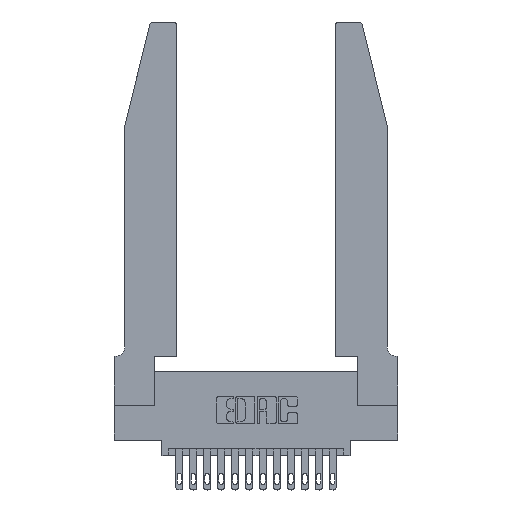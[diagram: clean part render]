
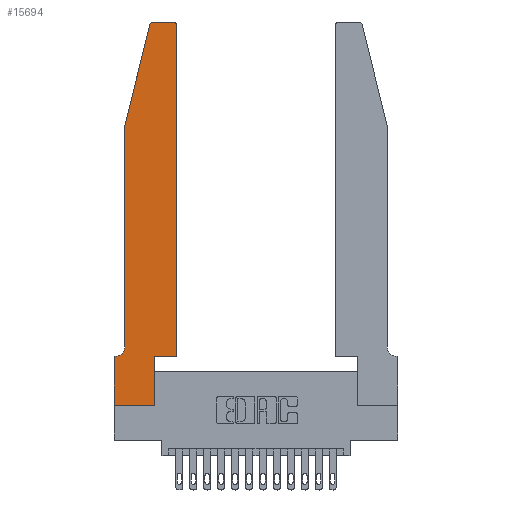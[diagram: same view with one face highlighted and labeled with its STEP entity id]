
A CAD part, top view. The second image highlights one B-rep face of the part: STEP entity #15694.
In plain terms, the highlighted planar face has unit normal (0, 0, 1).
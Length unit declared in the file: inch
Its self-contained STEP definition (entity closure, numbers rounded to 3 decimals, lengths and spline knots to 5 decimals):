
#5 = CARTESIAN_POINT ( 'NONE',  ( 0.4205, 2.75, 0.37 ) ) ;
#155 = DIRECTION ( 'NONE',  ( 1., 0., 0. ) ) ;
#390 = DIRECTION ( 'NONE',  ( 1., 0., 0. ) ) ;
#400 = VECTOR ( 'NONE', #16221, 39.37008 ) ;
#574 = CARTESIAN_POINT ( 'NONE',  ( 0., 0.35, 0.37 ) ) ;
#609 = VERTEX_POINT ( 'NONE', #6666 ) ;
#720 = VECTOR ( 'NONE', #2029, 39.37008 ) ;
#843 = VERTEX_POINT ( 'NONE', #5728 ) ;
#1049 = AXIS2_PLACEMENT_3D ( 'NONE', #16018, #13240, #5989 ) ;
#1150 = CARTESIAN_POINT ( 'NONE',  ( 0., 0., 0.37 ) ) ;
#1286 = LINE ( 'NONE', #9044, #400 ) ;
#1572 = DIRECTION ( 'NONE',  ( 0., 0., 1. ) ) ;
#1815 = LINE ( 'NONE', #17437, #720 ) ;
#1957 = ORIENTED_EDGE ( 'NONE', *, *, #15745, .T. ) ;
#2029 = DIRECTION ( 'NONE',  ( 0., -1., 0. ) ) ;
#2272 = CARTESIAN_POINT ( 'NONE',  ( 0.4505, 0.35, 0.37 ) ) ;
#2635 = DIRECTION ( 'NONE',  ( 1., 0., 0. ) ) ;
#2639 = VERTEX_POINT ( 'NONE', #7907 ) ;
#2822 = DIRECTION ( 'NONE',  ( -1., 0., 0. ) ) ;
#2998 = DIRECTION ( 'NONE',  ( 0., 1., 0. ) ) ;
#3153 = CIRCLE ( 'NONE', #1049, 0.07 ) ;
#3192 = EDGE_CURVE ( 'NONE', #609, #843, #14710, .T. ) ;
#3496 = EDGE_CURVE ( 'NONE', #15816, #2639, #6361, .T. ) ;
#3512 = PLANE ( 'NONE',  #6844 ) ;
#3637 = EDGE_CURVE ( 'NONE', #6024, #16271, #1286, .T. ) ;
#3797 = ORIENTED_EDGE ( 'NONE', *, *, #3192, .T. ) ;
#3856 = CARTESIAN_POINT ( 'NONE',  ( 0.4205, 2.72, 0.37 ) ) ;
#4411 = CARTESIAN_POINT ( 'NONE',  ( 0.4505, 0.35, 0.37 ) ) ;
#4421 = VERTEX_POINT ( 'NONE', #1150 ) ;
#5140 = AXIS2_PLACEMENT_3D ( 'NONE', #8805, #1572, #11674 ) ;
#5225 = DIRECTION ( 'NONE',  ( 0., -1., 0. ) ) ;
#5467 = AXIS2_PLACEMENT_3D ( 'NONE', #3856, #13649, #2635 ) ;
#5545 = CARTESIAN_POINT ( 'NONE',  ( 0.2865, 0., 0.37 ) ) ;
#5728 = CARTESIAN_POINT ( 'NONE',  ( 0.0755, 0.42, 0.37 ) ) ;
#5856 = LINE ( 'NONE', #4411, #15325 ) ;
#5989 = DIRECTION ( 'NONE',  ( -1., 0., 0. ) ) ;
#6024 = VERTEX_POINT ( 'NONE', #5545 ) ;
#6052 = VECTOR ( 'NONE', #390, 39.37008 ) ;
#6164 = CARTESIAN_POINT ( 'NONE',  ( 0., 0.35, 0.37 ) ) ;
#6361 = LINE ( 'NONE', #18246, #17825 ) ;
#6518 = CIRCLE ( 'NONE', #5467, 0.03 ) ;
#6594 = EDGE_CURVE ( 'NONE', #17228, #7456, #15286, .T. ) ;
#6666 = CARTESIAN_POINT ( 'NONE',  ( 0.0755, 2., 0.37 ) ) ;
#6670 = ORIENTED_EDGE ( 'NONE', *, *, #6741, .T. ) ;
#6741 = EDGE_CURVE ( 'NONE', #4421, #6024, #15080, .T. ) ;
#6844 = AXIS2_PLACEMENT_3D ( 'NONE', #6164, #14576, #11926 ) ;
#6913 = VERTEX_POINT ( 'NONE', #12237 ) ;
#6917 = CARTESIAN_POINT ( 'NONE',  ( 0.0755, 0.35, 0.37 ) ) ;
#7056 = CARTESIAN_POINT ( 'NONE',  ( 0.0055, 0.35, 0.37 ) ) ;
#7130 = VECTOR ( 'NONE', #8957, 39.37008 ) ;
#7456 = VERTEX_POINT ( 'NONE', #574 ) ;
#7677 = EDGE_CURVE ( 'NONE', #843, #17228, #3153, .T. ) ;
#7746 = EDGE_CURVE ( 'NONE', #9297, #609, #15254, .T. ) ;
#7826 = ORIENTED_EDGE ( 'NONE', *, *, #6594, .T. ) ;
#7907 = CARTESIAN_POINT ( 'NONE',  ( 0.4505, 2.72, 0.37 ) ) ;
#8406 = ORIENTED_EDGE ( 'NONE', *, *, #12026, .T. ) ;
#8805 = CARTESIAN_POINT ( 'NONE',  ( 0.284, 2.72, 0.37 ) ) ;
#8917 = CIRCLE ( 'NONE', #5140, 0.03 ) ;
#8957 = DIRECTION ( 'NONE',  ( -0.239, -0.971, 0. ) ) ;
#9030 = ORIENTED_EDGE ( 'NONE', *, *, #3637, .T. ) ;
#9044 = CARTESIAN_POINT ( 'NONE',  ( 0.2865, 0.35, 0.37 ) ) ;
#9297 = VERTEX_POINT ( 'NONE', #15924 ) ;
#9797 = VECTOR ( 'NONE', #2822, 39.37008 ) ;
#10011 = CARTESIAN_POINT ( 'NONE',  ( 0., 0., 0.37 ) ) ;
#11674 = DIRECTION ( 'NONE',  ( 1., 0., 0. ) ) ;
#11767 = ORIENTED_EDGE ( 'NONE', *, *, #11862, .T. ) ;
#11862 = EDGE_CURVE ( 'NONE', #2639, #13637, #6518, .T. ) ;
#11926 = DIRECTION ( 'NONE',  ( 1., 0., 0. ) ) ;
#12026 = EDGE_CURVE ( 'NONE', #16271, #15816, #5856, .T. ) ;
#12094 = CARTESIAN_POINT ( 'NONE',  ( 0.2865, 0.35, 0.37 ) ) ;
#12237 = CARTESIAN_POINT ( 'NONE',  ( 0.284, 2.75, 0.37 ) ) ;
#12413 = ORIENTED_EDGE ( 'NONE', *, *, #13103, .T. ) ;
#13103 = EDGE_CURVE ( 'NONE', #13637, #6913, #16822, .T. ) ;
#13216 = EDGE_CURVE ( 'NONE', #6913, #9297, #8917, .T. ) ;
#13240 = DIRECTION ( 'NONE',  ( 0., 0., -1. ) ) ;
#13505 = FACE_OUTER_BOUND ( 'NONE', #15714, .T. ) ;
#13637 = VERTEX_POINT ( 'NONE', #5 ) ;
#13649 = DIRECTION ( 'NONE',  ( 0., 0., 1. ) ) ;
#13821 = CARTESIAN_POINT ( 'NONE',  ( 0.0755, 2., 0.37 ) ) ;
#14512 = ORIENTED_EDGE ( 'NONE', *, *, #7677, .T. ) ;
#14576 = DIRECTION ( 'NONE',  ( 0., 0., 1. ) ) ;
#14710 = LINE ( 'NONE', #13821, #15631 ) ;
#15080 = LINE ( 'NONE', #10011, #6052 ) ;
#15254 = LINE ( 'NONE', #15898, #7130 ) ;
#15264 = ORIENTED_EDGE ( 'NONE', *, *, #13216, .T. ) ;
#15286 = LINE ( 'NONE', #6917, #9797 ) ;
#15325 = VECTOR ( 'NONE', #155, 39.37008 ) ;
#15504 = ORIENTED_EDGE ( 'NONE', *, *, #3496, .T. ) ;
#15631 = VECTOR ( 'NONE', #5225, 39.37008 ) ;
#15694 = ADVANCED_FACE ( 'NONE', ( #13505 ), #3512, .T. ) ;
#15714 = EDGE_LOOP ( 'NONE', ( #12413, #15264, #17032, #3797, #14512, #7826, #1957, #6670, #9030, #8406, #15504, #11767 ) ) ;
#15745 = EDGE_CURVE ( 'NONE', #7456, #4421, #1815, .T. ) ;
#15816 = VERTEX_POINT ( 'NONE', #2272 ) ;
#15898 = CARTESIAN_POINT ( 'NONE',  ( 0.0755, 2., 0.37 ) ) ;
#15924 = CARTESIAN_POINT ( 'NONE',  ( 0.25487, 2.72718, 0.37 ) ) ;
#16018 = CARTESIAN_POINT ( 'NONE',  ( 0.0055, 0.42, 0.37 ) ) ;
#16221 = DIRECTION ( 'NONE',  ( 0., 1., 0. ) ) ;
#16271 = VERTEX_POINT ( 'NONE', #12094 ) ;
#16377 = VECTOR ( 'NONE', #16753, 39.37008 ) ;
#16753 = DIRECTION ( 'NONE',  ( -1., 0., 0. ) ) ;
#16822 = LINE ( 'NONE', #16880, #16377 ) ;
#16880 = CARTESIAN_POINT ( 'NONE',  ( 0.2605, 2.75, 0.37 ) ) ;
#17032 = ORIENTED_EDGE ( 'NONE', *, *, #7746, .T. ) ;
#17228 = VERTEX_POINT ( 'NONE', #7056 ) ;
#17437 = CARTESIAN_POINT ( 'NONE',  ( 0., 0., 0.37 ) ) ;
#17825 = VECTOR ( 'NONE', #2998, 39.37008 ) ;
#18246 = CARTESIAN_POINT ( 'NONE',  ( 0.4505, 0.35, 0.37 ) ) ;
